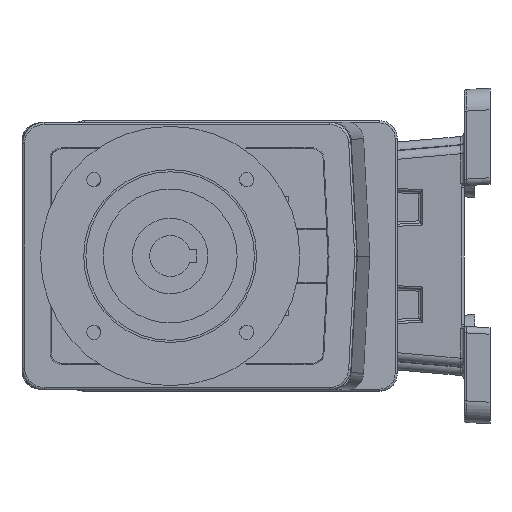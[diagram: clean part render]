
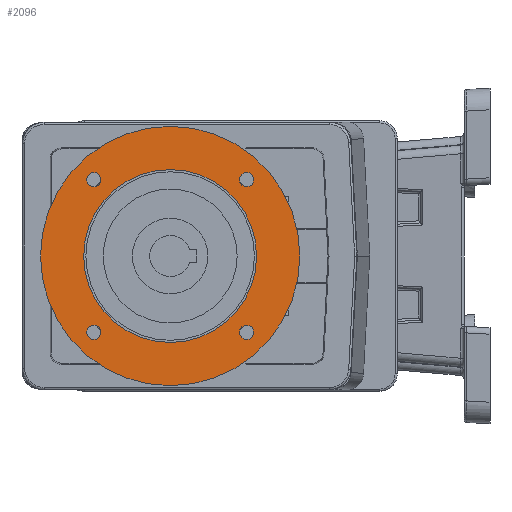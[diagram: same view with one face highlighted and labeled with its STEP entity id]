
A CAD part, left-side view. The second image highlights one B-rep face of the part: STEP entity #2096.
In plain terms, the highlighted planar face has unit normal (-1, 0, 0).
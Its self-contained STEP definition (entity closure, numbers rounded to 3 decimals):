
#2096 = ADVANCED_FACE( '', ( #4289, #4290, #4291, #4292, #4293, #4294 ), #4295, .F. );
#4289 = FACE_BOUND( '', #11313, .T. );
#4290 = FACE_BOUND( '', #11314, .T. );
#4291 = FACE_BOUND( '', #11315, .T. );
#4292 = FACE_BOUND( '', #11316, .T. );
#4293 = FACE_OUTER_BOUND( '', #11317, .T. );
#4294 = FACE_BOUND( '', #11318, .T. );
#4295 = PLANE( '', #11319 );
#11313 = EDGE_LOOP( '', ( #17936 ) );
#11314 = EDGE_LOOP( '', ( #17937 ) );
#11315 = EDGE_LOOP( '', ( #17938 ) );
#11316 = EDGE_LOOP( '', ( #17939 ) );
#11317 = EDGE_LOOP( '', ( #17940 ) );
#11318 = EDGE_LOOP( '', ( #17941 ) );
#11319 = AXIS2_PLACEMENT_3D( '', #17942, #17943, #17944 );
#17936 = ORIENTED_EDGE( '', *, *, #19617, .T. );
#17937 = ORIENTED_EDGE( '', *, *, #18632, .T. );
#17938 = ORIENTED_EDGE( '', *, *, #20243, .T. );
#17939 = ORIENTED_EDGE( '', *, *, #20357, .T. );
#17940 = ORIENTED_EDGE( '', *, *, #19766, .F. );
#17941 = ORIENTED_EDGE( '', *, *, #19284, .T. );
#17942 = CARTESIAN_POINT( '', ( -121.745, 48., 72.463 ) );
#17943 = DIRECTION( '', ( 1., 0., 0. ) );
#17944 = DIRECTION( '', ( 0., -1., 0. ) );
#18632 = EDGE_CURVE( '', #21531, #21531, #21532, .T. );
#19284 = EDGE_CURVE( '', #22532, #22532, #22533, .T. );
#19617 = EDGE_CURVE( '', #22996, #22996, #22997, .T. );
#19766 = EDGE_CURVE( '', #23198, #23198, #23199, .T. );
#20243 = EDGE_CURVE( '', #23770, #23770, #23771, .T. );
#20357 = EDGE_CURVE( '', #23890, #23890, #23891, .T. );
#21531 = VERTEX_POINT( '', #26094 );
#21532 = CIRCLE( '', #26095, 3.3 );
#22532 = VERTEX_POINT( '', #28285 );
#22533 = CIRCLE( '', #28286, 3.3 );
#22996 = VERTEX_POINT( '', #29069 );
#22997 = CIRCLE( '', #29070, 3.3 );
#23198 = VERTEX_POINT( '', #29430 );
#23199 = CIRCLE( '', #29431, 60. );
#23770 = VERTEX_POINT( '', #30392 );
#23771 = CIRCLE( '', #30393, 3.3 );
#23890 = VERTEX_POINT( '', #30589 );
#23891 = CIRCLE( '', #30590, 40. );
#26094 = CARTESIAN_POINT( '', ( -121.745, 83.355, 111.118 ) );
#26095 = AXIS2_PLACEMENT_3D( '', #31448, #31449, #31450 );
#28285 = CARTESIAN_POINT( '', ( -121.745, 12.645, 33.808 ) );
#28286 = AXIS2_PLACEMENT_3D( '', #32221, #32222, #32223 );
#29069 = CARTESIAN_POINT( '', ( -121.745, 86.655, 37.108 ) );
#29070 = AXIS2_PLACEMENT_3D( '', #32632, #32633, #32634 );
#29430 = CARTESIAN_POINT( '', ( -121.745, 48., 12.463 ) );
#29431 = AXIS2_PLACEMENT_3D( '', #32804, #32805, #32806 );
#30392 = CARTESIAN_POINT( '', ( -121.745, 9.345, 107.818 ) );
#30393 = AXIS2_PLACEMENT_3D( '', #33256, #33257, #33258 );
#30589 = CARTESIAN_POINT( '', ( -121.745, 48., 32.463 ) );
#30590 = AXIS2_PLACEMENT_3D( '', #33304, #33305, #33306 );
#31448 = CARTESIAN_POINT( '', ( -121.745, 83.355, 107.818 ) );
#31449 = DIRECTION( '', ( 1., 0., 0. ) );
#31450 = DIRECTION( '', ( 0., 0., 1. ) );
#32221 = CARTESIAN_POINT( '', ( -121.745, 12.645, 37.108 ) );
#32222 = DIRECTION( '', ( 1., 0., 0. ) );
#32223 = DIRECTION( '', ( 0., 0., -1. ) );
#32632 = CARTESIAN_POINT( '', ( -121.745, 83.355, 37.108 ) );
#32633 = DIRECTION( '', ( 1., 0., 0. ) );
#32634 = DIRECTION( '', ( 0., 1., 0. ) );
#32804 = CARTESIAN_POINT( '', ( -121.745, 48., 72.463 ) );
#32805 = DIRECTION( '', ( 1., 0., 0. ) );
#32806 = DIRECTION( '', ( 0., 0., -1. ) );
#33256 = CARTESIAN_POINT( '', ( -121.745, 12.645, 107.818 ) );
#33257 = DIRECTION( '', ( 1., 0., 0. ) );
#33258 = DIRECTION( '', ( 0., -1., 0. ) );
#33304 = CARTESIAN_POINT( '', ( -121.745, 48., 72.463 ) );
#33305 = DIRECTION( '', ( 1., 0., 0. ) );
#33306 = DIRECTION( '', ( 0., 0., -1. ) );
